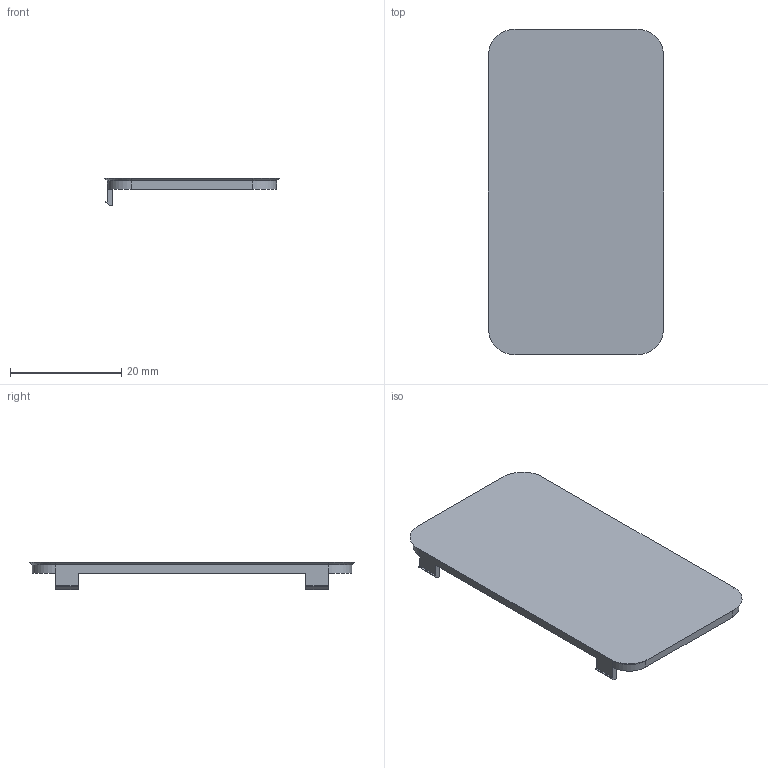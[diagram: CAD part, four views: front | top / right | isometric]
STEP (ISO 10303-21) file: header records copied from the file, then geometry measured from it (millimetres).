
FILE_DESCRIPTION(/* description */ (''),/* implementation_level */ '2;1');
FILE_NAME(/* name */ 'AGP-Keebo-Case-ClearCover.step',/* time_stamp */ '2023-07-16T02:35:33+09:00',/* author */ (''),/* organization */ (''),/* preprocessor_version */ 'ST-DEVELOPER v19.2',/* originating_system */ 'Autodesk Translation Framework v12.6.0.85',/* authorisation */ '');
FILE_SCHEMA (('AUTOMOTIVE_DESIGN { 1 0 10303 214 3 1 1 }'));
Length unit declared in the file: millimetre
Products named in the file (1): AGP Keebo Case
Bounding box: 31.51 x 58.54 x 5 mm (x, y, z)
Volume: 3511.2 mm3; surface area: 3998.2 mm2
Topology: 1 solids, 1 shells, 33 faces, 88 edges, 58 vertices
Faces by surface type: plane 23, cylinder 6, cone 4
Entity records: 1077 total; most frequent: CARTESIAN_POINT 180, ORIENTED_EDGE 176, DIRECTION 176, EDGE_CURVE 88, LINE 68, VECTOR 68, VERTEX_POINT 58, AXIS2_PLACEMENT_3D 54
